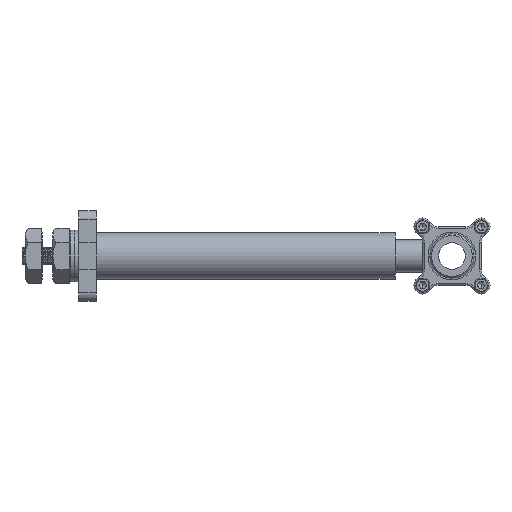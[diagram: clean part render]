
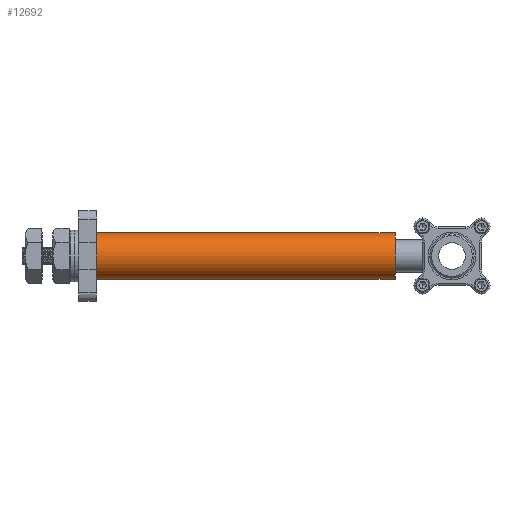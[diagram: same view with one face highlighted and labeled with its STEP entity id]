
A CAD part, left-side view. The second image highlights one B-rep face of the part: STEP entity #12692.
In plain terms, the highlighted cylindrical face has radius 13.1 mm (diameter 26.2 mm), a partial arc.
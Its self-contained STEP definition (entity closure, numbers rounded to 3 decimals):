
#921 = CARTESIAN_POINT ( 'NONE',  ( 0., 201., 0. ) ) ;
#1208 = DIRECTION ( 'NONE',  ( 0., -1., 0. ) ) ;
#5876 = ORIENTED_EDGE ( 'NONE', *, *, #80723, .F. ) ;
#7329 = CYLINDRICAL_SURFACE ( 'NONE', #28103, 13.1 ) ;
#9195 = VERTEX_POINT ( 'NONE', #92976 ) ;
#9903 = CIRCLE ( 'NONE', #65338, 13.1 ) ;
#12692 = ADVANCED_FACE ( 'NONE', ( #59929 ), #7329, .T. ) ;
#14282 = CARTESIAN_POINT ( 'NONE',  ( 0., 0., 0. ) ) ;
#15442 = ORIENTED_EDGE ( 'NONE', *, *, #48332, .F. ) ;
#15654 = AXIS2_PLACEMENT_3D ( 'NONE', #57966, #89224, #28187 ) ;
#19917 = CARTESIAN_POINT ( 'NONE',  ( 0., 201., -13.1 ) ) ;
#25556 = VERTEX_POINT ( 'NONE', #54546 ) ;
#26585 = EDGE_LOOP ( 'NONE', ( #5876, #61417, #90352, #15442 ) ) ;
#28103 = AXIS2_PLACEMENT_3D ( 'NONE', #14282, #58456, #37586 ) ;
#28180 = EDGE_CURVE ( 'NONE', #94172, #36514, #9903, .T. ) ;
#28187 = DIRECTION ( 'NONE',  ( 0., 0., -1. ) ) ;
#30561 = CARTESIAN_POINT ( 'NONE',  ( 0., 201., 13.1 ) ) ;
#32158 = DIRECTION ( 'NONE',  ( 0., -1., 0. ) ) ;
#36514 = VERTEX_POINT ( 'NONE', #19917 ) ;
#37586 = DIRECTION ( 'NONE',  ( 0., 0., -1. ) ) ;
#41892 = DIRECTION ( 'NONE',  ( 0., -1., 0. ) ) ;
#48332 = EDGE_CURVE ( 'NONE', #9195, #25556, #74327, .T. ) ;
#54546 = CARTESIAN_POINT ( 'NONE',  ( 0., 32.17, -13.1 ) ) ;
#57277 = LINE ( 'NONE', #80117, #74809 ) ;
#57966 = CARTESIAN_POINT ( 'NONE',  ( 0., 32.17, 0. ) ) ;
#58456 = DIRECTION ( 'NONE',  ( 0., -1., 0. ) ) ;
#59929 = FACE_OUTER_BOUND ( 'NONE', #26585, .T. ) ;
#61417 = ORIENTED_EDGE ( 'NONE', *, *, #28180, .T. ) ;
#61940 = DIRECTION ( 'NONE',  ( 0., 0., -1. ) ) ;
#65338 = AXIS2_PLACEMENT_3D ( 'NONE', #921, #32158, #61940 ) ;
#69185 = LINE ( 'NONE', #78107, #72186 ) ;
#72186 = VECTOR ( 'NONE', #1208, 1000. ) ;
#74327 = CIRCLE ( 'NONE', #15654, 13.1 ) ;
#74809 = VECTOR ( 'NONE', #41892, 1000. ) ;
#78107 = CARTESIAN_POINT ( 'NONE',  ( 0., 0., -13.1 ) ) ;
#80117 = CARTESIAN_POINT ( 'NONE',  ( 0., 0., 13.1 ) ) ;
#80723 = EDGE_CURVE ( 'NONE', #94172, #9195, #57277, .T. ) ;
#86762 = EDGE_CURVE ( 'NONE', #36514, #25556, #69185, .T. ) ;
#89224 = DIRECTION ( 'NONE',  ( 0., -1., 0. ) ) ;
#90352 = ORIENTED_EDGE ( 'NONE', *, *, #86762, .T. ) ;
#92976 = CARTESIAN_POINT ( 'NONE',  ( 0., 32.17, 13.1 ) ) ;
#94172 = VERTEX_POINT ( 'NONE', #30561 ) ;
